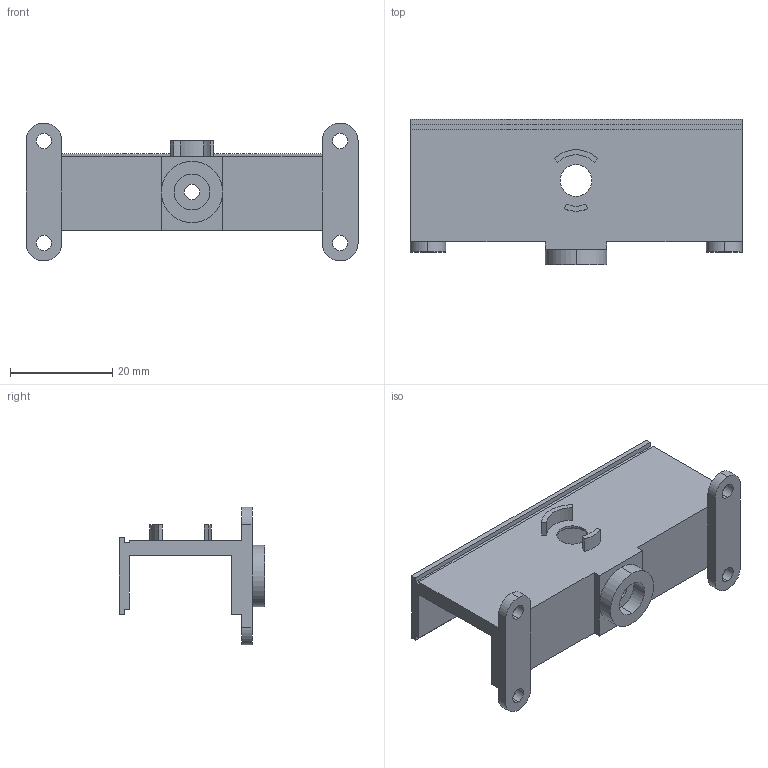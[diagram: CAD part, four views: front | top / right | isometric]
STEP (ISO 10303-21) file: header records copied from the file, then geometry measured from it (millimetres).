
FILE_DESCRIPTION (( 'STEP AP214' ), '1' );
FILE_NAME ('base_central_greep.STEP', '2019-04-01T22:43:20', ( 'MariaConsuegra' ), ( '' ), 'SwSTEP 2.0', 'SolidWorks 2015', '' );
FILE_SCHEMA (( 'AUTOMOTIVE_DESIGN' ));
Length unit declared in the file: millimetre
Products named in the file (1): base_central_greep
Bounding box: 65 x 28.5 x 27 mm (x, y, z)
Volume: 8259.9 mm3; surface area: 7854.9 mm2
Topology: 1 solids, 1 shells, 73 faces, 195 edges, 128 vertices
Faces by surface type: plane 41, cylinder 32
Entity records: 2349 total; most frequent: DIRECTION 409, CARTESIAN_POINT 397, ORIENTED_EDGE 390, EDGE_CURVE 195, AXIS2_PLACEMENT_3D 140, LINE 129, VECTOR 129, VERTEX_POINT 128
